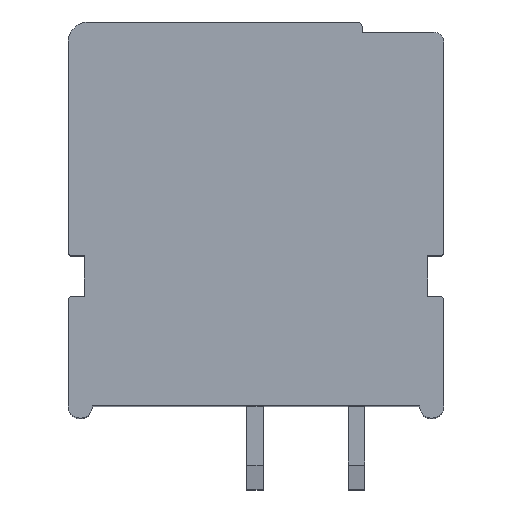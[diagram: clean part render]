
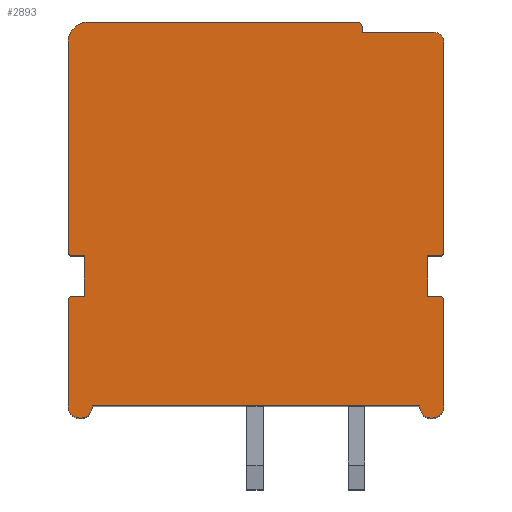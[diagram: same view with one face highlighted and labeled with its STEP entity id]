
A CAD part, top view. The second image highlights one B-rep face of the part: STEP entity #2893.
In plain terms, the highlighted planar face has unit normal (0, 0, 1).
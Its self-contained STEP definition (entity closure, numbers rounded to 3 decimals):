
#470=CARTESIAN_POINT('',(8.75,8.75,4.7));
#471=DIRECTION('',(0.,0.,1.));
#472=DIRECTION('',(1.,0.,0.));
#473=AXIS2_PLACEMENT_3D('',#470,#471,#472);
#475=DIRECTION('',(0.,1.,0.));
#476=VECTOR('',#475,10.3);
#477=CARTESIAN_POINT('',(9.25,-1.55,4.7));
#478=LINE('',#477,#476);
#479=CARTESIAN_POINT('',(9.05,-1.55,4.7));
#480=DIRECTION('',(0.,0.,1.));
#481=DIRECTION('',(0.,-1.,0.));
#482=AXIS2_PLACEMENT_3D('',#479,#480,#481);
#484=DIRECTION('',(1.,0.,0.));
#485=VECTOR('',#484,0.6);
#486=CARTESIAN_POINT('',(8.45,-1.75,4.7));
#487=LINE('',#486,#485);
#488=DIRECTION('',(0.,1.,0.));
#489=VECTOR('',#488,2.);
#490=CARTESIAN_POINT('',(8.45,-3.75,4.7));
#491=LINE('',#490,#489);
#492=DIRECTION('',(-1.,0.,0.));
#493=VECTOR('',#492,0.6);
#494=CARTESIAN_POINT('',(9.05,-3.75,4.7));
#495=LINE('',#494,#493);
#496=CARTESIAN_POINT('',(9.05,-3.95,4.7));
#497=DIRECTION('',(0.,0.,1.));
#498=DIRECTION('',(1.,0.,0.));
#499=AXIS2_PLACEMENT_3D('',#496,#497,#498);
#501=DIRECTION('',(0.,1.,0.));
#502=VECTOR('',#501,5.2);
#503=CARTESIAN_POINT('',(9.25,-9.15,4.7));
#504=LINE('',#503,#502);
#505=CARTESIAN_POINT('',(8.65,-9.15,4.7));
#506=DIRECTION('',(0.,0.,1.));
#507=DIRECTION('',(-1.,0.,0.));
#508=AXIS2_PLACEMENT_3D('',#505,#506,#507);
#510=DIRECTION('',(1.,0.,0.));
#511=VECTOR('',#510,16.1);
#512=CARTESIAN_POINT('',(-8.05,-9.15,4.7));
#513=LINE('',#512,#511);
#514=CARTESIAN_POINT('',(-8.65,-9.15,4.7));
#515=DIRECTION('',(0.,0.,1.));
#516=DIRECTION('',(-1.,0.,0.));
#517=AXIS2_PLACEMENT_3D('',#514,#515,#516);
#519=DIRECTION('',(0.,-1.,0.));
#520=VECTOR('',#519,5.2);
#521=CARTESIAN_POINT('',(-9.25,-3.95,4.7));
#522=LINE('',#521,#520);
#523=CARTESIAN_POINT('',(-9.05,-3.95,4.7));
#524=DIRECTION('',(0.,0.,1.));
#525=DIRECTION('',(0.,1.,0.));
#526=AXIS2_PLACEMENT_3D('',#523,#524,#525);
#528=DIRECTION('',(-1.,0.,0.));
#529=VECTOR('',#528,0.6);
#530=CARTESIAN_POINT('',(-8.45,-3.75,4.7));
#531=LINE('',#530,#529);
#532=DIRECTION('',(0.,-1.,0.));
#533=VECTOR('',#532,2.);
#534=CARTESIAN_POINT('',(-8.45,-1.75,4.7));
#535=LINE('',#534,#533);
#536=DIRECTION('',(1.,0.,0.));
#537=VECTOR('',#536,0.6);
#538=CARTESIAN_POINT('',(-9.05,-1.75,4.7));
#539=LINE('',#538,#537);
#540=CARTESIAN_POINT('',(-9.05,-1.55,4.7));
#541=DIRECTION('',(0.,0.,1.));
#542=DIRECTION('',(-1.,0.,0.));
#543=AXIS2_PLACEMENT_3D('',#540,#541,#542);
#545=DIRECTION('',(0.,-1.,0.));
#546=VECTOR('',#545,10.3);
#547=CARTESIAN_POINT('',(-9.25,8.75,4.7));
#548=LINE('',#547,#546);
#549=CARTESIAN_POINT('',(-8.25,8.75,4.7));
#550=DIRECTION('',(0.,0.,1.));
#551=DIRECTION('',(0.,1.,0.));
#552=AXIS2_PLACEMENT_3D('',#549,#550,#551);
#554=DIRECTION('',(-1.,0.,0.));
#555=VECTOR('',#554,13.2);
#556=CARTESIAN_POINT('',(4.95,9.75,4.7));
#557=LINE('',#556,#555);
#558=CARTESIAN_POINT('',(4.95,9.45,4.7));
#559=DIRECTION('',(0.,0.,1.));
#560=DIRECTION('',(1.,0.,0.));
#561=AXIS2_PLACEMENT_3D('',#558,#559,#560);
#563=DIRECTION('',(0.,1.,0.));
#564=VECTOR('',#563,0.2);
#565=CARTESIAN_POINT('',(5.25,9.25,4.7));
#566=LINE('',#565,#564);
#567=DIRECTION('',(-1.,0.,0.));
#568=VECTOR('',#567,3.5);
#569=CARTESIAN_POINT('',(8.75,9.25,4.7));
#570=LINE('',#569,#568);
#1793=CARTESIAN_POINT('',(9.25,8.75,4.7));
#1794=CARTESIAN_POINT('',(8.75,9.25,4.7));
#1795=VERTEX_POINT('',#1793);
#1796=VERTEX_POINT('',#1794);
#1797=CARTESIAN_POINT('',(5.25,9.25,4.7));
#1798=VERTEX_POINT('',#1797);
#1799=CARTESIAN_POINT('',(5.25,9.45,4.7));
#1800=VERTEX_POINT('',#1799);
#1801=CARTESIAN_POINT('',(4.95,9.75,4.7));
#1802=VERTEX_POINT('',#1801);
#1803=CARTESIAN_POINT('',(-8.25,9.75,4.7));
#1804=VERTEX_POINT('',#1803);
#1805=CARTESIAN_POINT('',(-9.25,8.75,4.7));
#1806=VERTEX_POINT('',#1805);
#1807=CARTESIAN_POINT('',(-9.25,-1.55,4.7));
#1808=VERTEX_POINT('',#1807);
#1809=CARTESIAN_POINT('',(-9.05,-1.75,4.7));
#1810=VERTEX_POINT('',#1809);
#1811=CARTESIAN_POINT('',(-8.45,-1.75,4.7));
#1812=VERTEX_POINT('',#1811);
#1813=CARTESIAN_POINT('',(-8.45,-3.75,4.7));
#1814=VERTEX_POINT('',#1813);
#1815=CARTESIAN_POINT('',(-9.05,-3.75,4.7));
#1816=VERTEX_POINT('',#1815);
#1817=CARTESIAN_POINT('',(-9.25,-3.95,4.7));
#1818=VERTEX_POINT('',#1817);
#1819=CARTESIAN_POINT('',(-9.25,-9.15,4.7));
#1820=VERTEX_POINT('',#1819);
#1821=CARTESIAN_POINT('',(-8.05,-9.15,4.7));
#1822=VERTEX_POINT('',#1821);
#1823=CARTESIAN_POINT('',(8.05,-9.15,4.7));
#1824=VERTEX_POINT('',#1823);
#1825=CARTESIAN_POINT('',(9.25,-9.15,4.7));
#1826=VERTEX_POINT('',#1825);
#1827=CARTESIAN_POINT('',(9.25,-3.95,4.7));
#1828=VERTEX_POINT('',#1827);
#1829=CARTESIAN_POINT('',(9.05,-3.75,4.7));
#1830=VERTEX_POINT('',#1829);
#1831=CARTESIAN_POINT('',(8.45,-3.75,4.7));
#1832=VERTEX_POINT('',#1831);
#1833=CARTESIAN_POINT('',(8.45,-1.75,4.7));
#1834=VERTEX_POINT('',#1833);
#1835=CARTESIAN_POINT('',(9.05,-1.75,4.7));
#1836=VERTEX_POINT('',#1835);
#1837=CARTESIAN_POINT('',(9.25,-1.55,4.7));
#1838=VERTEX_POINT('',#1837);
#2863=CARTESIAN_POINT('',(0.,0.,4.7));
#2864=DIRECTION('',(0.,0.,1.));
#2865=DIRECTION('',(1.,0.,0.));
#2866=AXIS2_PLACEMENT_3D('',#2863,#2864,#2865);
#2867=PLANE('',#2866);
#2868=ORIENTED_EDGE('',*,*,#2365,.F.);
#2869=ORIENTED_EDGE('',*,*,#2380,.F.);
#2870=ORIENTED_EDGE('',*,*,#2394,.F.);
#2871=ORIENTED_EDGE('',*,*,#2408,.F.);
#2872=ORIENTED_EDGE('',*,*,#2422,.F.);
#2873=ORIENTED_EDGE('',*,*,#2436,.F.);
#2874=ORIENTED_EDGE('',*,*,#2450,.F.);
#2875=ORIENTED_EDGE('',*,*,#2464,.F.);
#2876=ORIENTED_EDGE('',*,*,#2478,.F.);
#2877=ORIENTED_EDGE('',*,*,#2492,.F.);
#2878=ORIENTED_EDGE('',*,*,#2586,.F.);
#2879=ORIENTED_EDGE('',*,*,#2600,.F.);
#2880=ORIENTED_EDGE('',*,*,#2614,.F.);
#2881=ORIENTED_EDGE('',*,*,#2628,.F.);
#2882=ORIENTED_EDGE('',*,*,#2642,.F.);
#2883=ORIENTED_EDGE('',*,*,#2656,.F.);
#2884=ORIENTED_EDGE('',*,*,#2670,.F.);
#2885=ORIENTED_EDGE('',*,*,#2684,.F.);
#2886=ORIENTED_EDGE('',*,*,#2698,.F.);
#2887=ORIENTED_EDGE('',*,*,#2712,.F.);
#2888=ORIENTED_EDGE('',*,*,#2790,.F.);
#2889=ORIENTED_EDGE('',*,*,#2804,.F.);
#2890=ORIENTED_EDGE('',*,*,#2817,.F.);
#2891=EDGE_LOOP('',(#2868,#2869,#2870,#2871,#2872,#2873,#2874,#2875,#2876,#2877,
#2878,#2879,#2880,#2881,#2882,#2883,#2884,#2885,#2886,#2887,#2888,#2889,#2890));
#2892=FACE_OUTER_BOUND('',#2891,.F.);
#474=CIRCLE('',#473,0.5);
#483=CIRCLE('',#482,0.2);
#500=CIRCLE('',#499,0.2);
#509=CIRCLE('',#508,0.6);
#518=CIRCLE('',#517,0.6);
#527=CIRCLE('',#526,0.2);
#544=CIRCLE('',#543,0.2);
#553=CIRCLE('',#552,1.);
#562=CIRCLE('',#561,0.3);
#2365=EDGE_CURVE('',#1795,#1796,#474,.T.);
#2380=EDGE_CURVE('',#1838,#1795,#478,.T.);
#2394=EDGE_CURVE('',#1836,#1838,#483,.T.);
#2408=EDGE_CURVE('',#1834,#1836,#487,.T.);
#2422=EDGE_CURVE('',#1832,#1834,#491,.T.);
#2436=EDGE_CURVE('',#1830,#1832,#495,.T.);
#2450=EDGE_CURVE('',#1828,#1830,#500,.T.);
#2464=EDGE_CURVE('',#1826,#1828,#504,.T.);
#2478=EDGE_CURVE('',#1824,#1826,#509,.T.);
#2492=EDGE_CURVE('',#1822,#1824,#513,.T.);
#2586=EDGE_CURVE('',#1820,#1822,#518,.T.);
#2600=EDGE_CURVE('',#1818,#1820,#522,.T.);
#2614=EDGE_CURVE('',#1816,#1818,#527,.T.);
#2628=EDGE_CURVE('',#1814,#1816,#531,.T.);
#2642=EDGE_CURVE('',#1812,#1814,#535,.T.);
#2656=EDGE_CURVE('',#1810,#1812,#539,.T.);
#2670=EDGE_CURVE('',#1808,#1810,#544,.T.);
#2684=EDGE_CURVE('',#1806,#1808,#548,.T.);
#2698=EDGE_CURVE('',#1804,#1806,#553,.T.);
#2712=EDGE_CURVE('',#1802,#1804,#557,.T.);
#2790=EDGE_CURVE('',#1800,#1802,#562,.T.);
#2804=EDGE_CURVE('',#1798,#1800,#566,.T.);
#2817=EDGE_CURVE('',#1796,#1798,#570,.T.);
#2893=ADVANCED_FACE('',(#2892),#2867,.T.);
